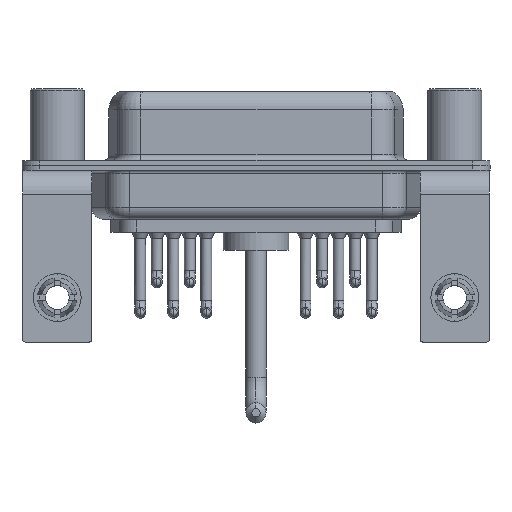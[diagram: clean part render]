
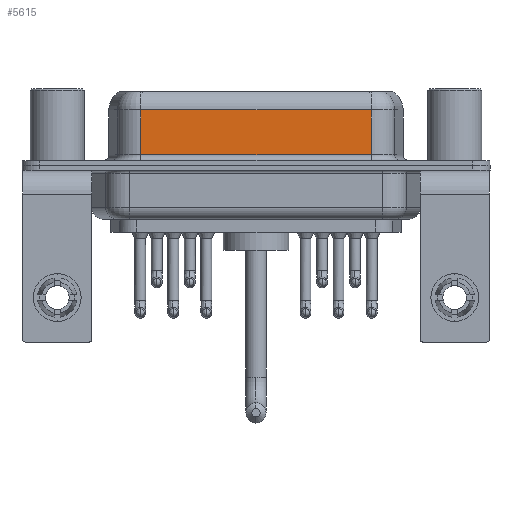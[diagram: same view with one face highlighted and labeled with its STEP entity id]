
A CAD part, front view. The second image highlights one B-rep face of the part: STEP entity #5615.
In plain terms, the highlighted planar face has unit normal (0, -1, 0).
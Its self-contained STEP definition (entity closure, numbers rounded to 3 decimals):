
#407 = ORIENTED_EDGE ( 'NONE', *, *, #10424, .T. ) ;
#510 = DIRECTION ( 'NONE',  ( 0., 0., -1. ) ) ;
#646 = DIRECTION ( 'NONE',  ( 0., 0., 1. ) ) ;
#922 = DIRECTION ( 'NONE',  ( 1., 0., 0. ) ) ;
#1086 = VERTEX_POINT ( 'NONE', #18989 ) ;
#2783 = VERTEX_POINT ( 'NONE', #3920 ) ;
#3108 = EDGE_CURVE ( 'NONE', #20040, #13729, #18741, .T. ) ;
#3871 = PLANE ( 'NONE',  #5804 ) ;
#3920 = CARTESIAN_POINT ( 'NONE',  ( 7.013, -3.95, 0.9 ) ) ;
#5113 = DIRECTION ( 'NONE',  ( 0., 0., -1. ) ) ;
#5251 = DIRECTION ( 'NONE',  ( -1., 0., 0. ) ) ;
#5615 = ADVANCED_FACE ( 'NONE', ( #17495 ), #3871, .F. ) ;
#5804 = AXIS2_PLACEMENT_3D ( 'NONE', #10760, #19394, #646 ) ;
#6301 = EDGE_CURVE ( 'NONE', #2783, #1086, #20125, .T. ) ;
#7363 = CARTESIAN_POINT ( 'NONE',  ( 7.013, -3.95, 6.4 ) ) ;
#7681 = CARTESIAN_POINT ( 'NONE',  ( 7.013, -3.95, 4.65 ) ) ;
#8948 = EDGE_LOOP ( 'NONE', ( #20433, #21743, #407, #12436 ) ) ;
#9685 = VECTOR ( 'NONE', #510, 1000. ) ;
#10225 = VECTOR ( 'NONE', #5113, 1000. ) ;
#10424 = EDGE_CURVE ( 'NONE', #13729, #2783, #17789, .T. ) ;
#10760 = CARTESIAN_POINT ( 'NONE',  ( 26.287, -3.95, 6.4 ) ) ;
#12309 = VECTOR ( 'NONE', #922, 1000. ) ;
#12436 = ORIENTED_EDGE ( 'NONE', *, *, #6301, .T. ) ;
#13133 = LINE ( 'NONE', #19984, #10225 ) ;
#13729 = VERTEX_POINT ( 'NONE', #7681 ) ;
#15792 = EDGE_CURVE ( 'NONE', #20040, #1086, #13133, .T. ) ;
#16842 = CARTESIAN_POINT ( 'NONE',  ( 26.287, -3.95, 4.65 ) ) ;
#17495 = FACE_OUTER_BOUND ( 'NONE', #8948, .T. ) ;
#17789 = LINE ( 'NONE', #7363, #9685 ) ;
#18222 = VECTOR ( 'NONE', #5251, 1000. ) ;
#18741 = LINE ( 'NONE', #20667, #18222 ) ;
#18989 = CARTESIAN_POINT ( 'NONE',  ( 26.287, -3.95, 0.9 ) ) ;
#19394 = DIRECTION ( 'NONE',  ( 0., 1., 0. ) ) ;
#19984 = CARTESIAN_POINT ( 'NONE',  ( 26.287, -3.95, 6.4 ) ) ;
#20040 = VERTEX_POINT ( 'NONE', #16842 ) ;
#20125 = LINE ( 'NONE', #21499, #12309 ) ;
#20433 = ORIENTED_EDGE ( 'NONE', *, *, #15792, .F. ) ;
#20667 = CARTESIAN_POINT ( 'NONE',  ( 26.287, -3.95, 4.65 ) ) ;
#21499 = CARTESIAN_POINT ( 'NONE',  ( 26.287, -3.95, 0.9 ) ) ;
#21743 = ORIENTED_EDGE ( 'NONE', *, *, #3108, .T. ) ;
